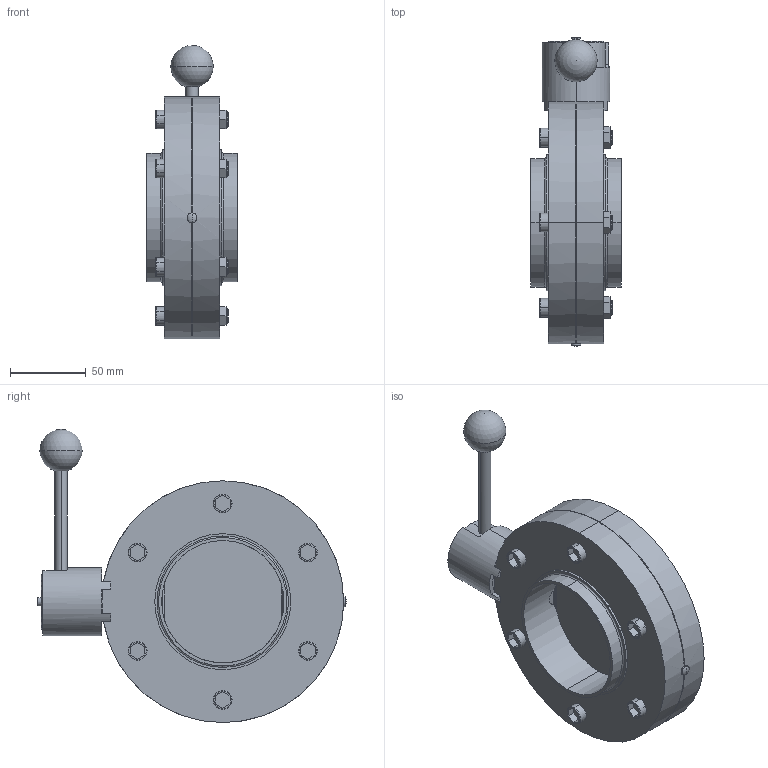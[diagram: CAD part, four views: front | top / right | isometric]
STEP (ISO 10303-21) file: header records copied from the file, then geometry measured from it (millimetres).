
FILE_DESCRIPTION (( 'STEP AP203' ), '1' );
FILE_NAME ('3D-M4301P_80_174451035_174451070.STEP', '2024-09-18T11:03:28', ( '' ), ( '' ), 'SwSTEP 2.0', 'SolidWorks 2024', '' );
FILE_SCHEMA (( 'CONFIG_CONTROL_DESIGN' ));
Length unit declared in the file: millimetre
Products named in the file (1): 3D-M4301P_80_174451035_174451070
Bounding box: 60 x 204.3 x 194 mm (x, y, z)
Volume: 650612.5 mm3; surface area: 108299.9 mm2
Topology: 4 solids, 4 shells, 256 faces, 615 edges, 393 vertices
Faces by surface type: plane 142, cylinder 70, cone 20, torus 20, sphere 4
Entity records: 7850 total; most frequent: CARTESIAN_POINT 1741, DIRECTION 1281, ORIENTED_EDGE 1212, EDGE_CURVE 606, AXIS2_PLACEMENT_3D 458, VERTEX_POINT 390, LINE 365, VECTOR 365
